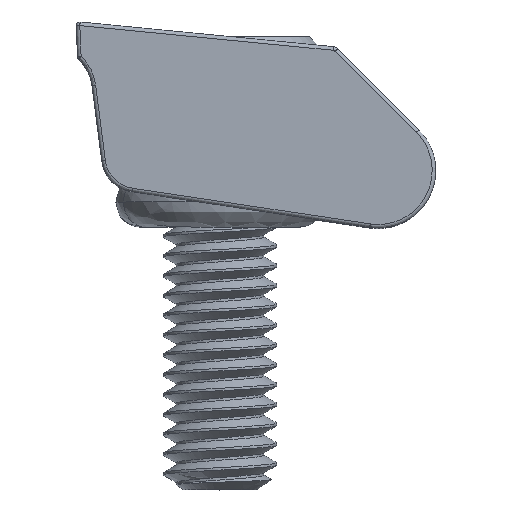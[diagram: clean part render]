
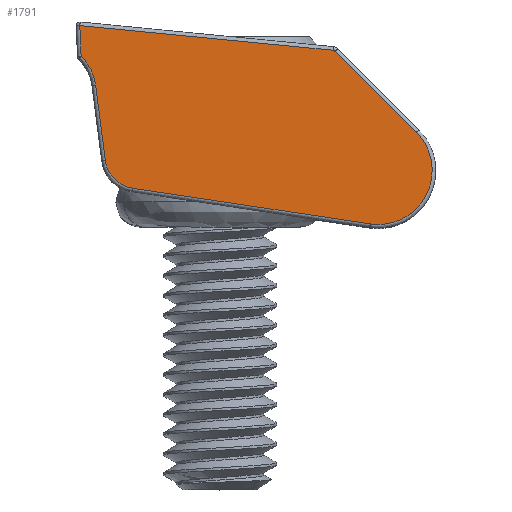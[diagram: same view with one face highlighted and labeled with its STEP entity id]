
A CAD part, top view. The second image highlights one B-rep face of the part: STEP entity #1791.
In plain terms, the highlighted planar face has unit normal (0, 0, 1).
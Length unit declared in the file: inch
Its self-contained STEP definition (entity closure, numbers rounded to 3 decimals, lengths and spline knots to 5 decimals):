
#93 = LINE ( 'NONE', #6744, #2054 ) ;
#161 = CARTESIAN_POINT ( 'NONE',  ( -0.05688, -0.21124, 0.25 ) ) ;
#515 = LINE ( 'NONE', #5687, #5004 ) ;
#564 = VERTEX_POINT ( 'NONE', #3857 ) ;
#568 = CARTESIAN_POINT ( 'NONE',  ( 0.35715, -0.03981, 0.25 ) ) ;
#970 = EDGE_CURVE ( 'NONE', #7665, #3060, #7628, .T. ) ;
#1017 = EDGE_CURVE ( 'NONE', #3060, #564, #4784, .T. ) ;
#1114 = CARTESIAN_POINT ( 'NONE',  ( 0.3602, -0.04125, 0.25 ) ) ;
#1186 = ORIENTED_EDGE ( 'NONE', *, *, #9268, .F. ) ;
#1255 = ORIENTED_EDGE ( 'NONE', *, *, #970, .F. ) ;
#1290 = CARTESIAN_POINT ( 'NONE',  ( 0.01826, -0.05887, 0.25 ) ) ;
#1342 = ORIENTED_EDGE ( 'NONE', *, *, #1017, .F. ) ;
#1435 =( BOUNDED_CURVE ( )  B_SPLINE_CURVE ( 3, ( #6485, #4478, #9401, #7388 ),
 .UNSPECIFIED., .F., .T. ) 
 B_SPLINE_CURVE_WITH_KNOTS ( ( 4, 4 ),
 ( 0., 1. ),
 .UNSPECIFIED. ) 
 CURVE ( )  GEOMETRIC_REPRESENTATION_ITEM ( )  RATIONAL_B_SPLINE_CURVE ( ( 1., 0.542, 0.542, 1. ) ) 
 REPRESENTATION_ITEM ( '' )  );
#1500 = ORIENTED_EDGE ( 'NONE', *, *, #5180, .F. ) ;
#1502 = CARTESIAN_POINT ( 'NONE',  ( 0.00705, -0.04811, 0.25 ) ) ;
#1517 = CARTESIAN_POINT ( 'NONE',  ( 0.40886, -0.28117, 0.25 ) ) ;
#1791 = ADVANCED_FACE ( 'NONE', ( #7006 ), #2466, .F. ) ;
#1883 = ORIENTED_EDGE ( 'NONE', *, *, #4482, .F. ) ;
#1923 = CARTESIAN_POINT ( 'NONE',  ( 0.05806, -0.2285, 0.25 ) ) ;
#1942 = VERTEX_POINT ( 'NONE', #7419 ) ;
#1968 = CARTESIAN_POINT ( 'NONE',  ( 0.00705, -0.04811, 0.25 ) ) ;
#2054 = VECTOR ( 'NONE', #6791, 39.37008 ) ;
#2298 = EDGE_CURVE ( 'NONE', #7623, #7665, #93, .T. ) ;
#2394 = ORIENTED_EDGE ( 'NONE', *, *, #7343, .F. ) ;
#2466 = PLANE ( 'NONE',  #3932 ) ;
#2607 = LINE ( 'NONE', #3180, #3592 ) ;
#2749 = CARTESIAN_POINT ( 'NONE',  ( 0.35937, -0.04042, 0.25 ) ) ;
#2951 = ORIENTED_EDGE ( 'NONE', *, *, #2957, .F. ) ;
#2957 = EDGE_CURVE ( 'NONE', #7025, #9341, #7943, .T. ) ;
#3060 = VERTEX_POINT ( 'NONE', #1502 ) ;
#3180 = CARTESIAN_POINT ( 'NONE',  ( 0.18782, 0.13095, 0.25 ) ) ;
#3280 = CARTESIAN_POINT ( 'NONE',  ( -0.0397, -0.0968, 0.25 ) ) ;
#3592 = VECTOR ( 'NONE', #4804, 39.37008 ) ;
#3651 =( BOUNDED_CURVE ( )  B_SPLINE_CURVE ( 3, ( #6358, #1923, #9128, #7742 ),
 .UNSPECIFIED., .F., .F. ) 
 B_SPLINE_CURVE_WITH_KNOTS ( ( 4, 4 ),
 ( 0., 1. ),
 .UNSPECIFIED. ) 
 CURVE ( )  GEOMETRIC_REPRESENTATION_ITEM ( )  RATIONAL_B_SPLINE_CURVE ( ( 1., 0.865, 0.865, 1. ) ) 
 REPRESENTATION_ITEM ( '' )  );
#3857 = CARTESIAN_POINT ( 'NONE',  ( 0.00524, -0.00553, 0.25 ) ) ;
#3932 = AXIS2_PLACEMENT_3D ( 'NONE', #3280, #8303, #9111 ) ;
#4191 = CARTESIAN_POINT ( 'NONE',  ( 0.35832, -0.03993, 0.25 ) ) ;
#4234 = CARTESIAN_POINT ( 'NONE',  ( 0.35715, -0.03981, 0.25 ) ) ;
#4438 = CARTESIAN_POINT ( 'NONE',  ( 0.02724, -0.08815, 0.25 ) ) ;
#4478 = CARTESIAN_POINT ( 'NONE',  ( 0.53503, -0.2159, 0.25 ) ) ;
#4482 = EDGE_CURVE ( 'NONE', #564, #7025, #515, .T. ) ;
#4784 = LINE ( 'NONE', #8506, #6545 ) ;
#4804 = DIRECTION ( 'NONE',  ( 0.707, -0.707, 0. ) ) ;
#5004 = VECTOR ( 'NONE', #5638, 39.37008 ) ;
#5180 = EDGE_CURVE ( 'NONE', #1942, #8761, #1435, .T. ) ;
#5289 = VERTEX_POINT ( 'NONE', #7846 ) ;
#5329 = DIRECTION ( 'NONE',  ( -0.989, 0.148, 0. ) ) ;
#5638 = DIRECTION ( 'NONE',  ( 0.995, -0.097, 0. ) ) ;
#5687 = CARTESIAN_POINT ( 'NONE',  ( -0.03047, -0.00206, 0.25 ) ) ;
#6054 = CARTESIAN_POINT ( 'NONE',  ( 0.04077, -0.19287, 0.25 ) ) ;
#6265 = CARTESIAN_POINT ( 'NONE',  ( 0.02525, -0.07274, 0.25 ) ) ;
#6358 = CARTESIAN_POINT ( 'NONE',  ( 0.07872, -0.2316, 0.25 ) ) ;
#6485 = CARTESIAN_POINT ( 'NONE',  ( 0.47301, -0.15394, 0.25 ) ) ;
#6545 = VECTOR ( 'NONE', #7697, 39.37008 ) ;
#6744 = CARTESIAN_POINT ( 'NONE',  ( 0.02724, -0.08815, 0.25 ) ) ;
#6791 = DIRECTION ( 'NONE',  ( -0.128, 0.992, 0. ) ) ;
#6906 = ORIENTED_EDGE ( 'NONE', *, *, #8077, .F. ) ;
#7006 = FACE_OUTER_BOUND ( 'NONE', #8508, .T. ) ;
#7023 = CARTESIAN_POINT ( 'NONE',  ( 0.02724, -0.08815, 0.25 ) ) ;
#7025 = VERTEX_POINT ( 'NONE', #568 ) ;
#7146 = CARTESIAN_POINT ( 'NONE',  ( 0.3602, -0.04125, 0.25 ) ) ;
#7286 = LINE ( 'NONE', #161, #9398 ) ;
#7343 = EDGE_CURVE ( 'NONE', #5289, #7623, #3651, .T. ) ;
#7388 = CARTESIAN_POINT ( 'NONE',  ( 0.40886, -0.28117, 0.25 ) ) ;
#7419 = CARTESIAN_POINT ( 'NONE',  ( 0.47301, -0.15394, 0.25 ) ) ;
#7623 = VERTEX_POINT ( 'NONE', #6054 ) ;
#7628 =( BOUNDED_CURVE ( )  B_SPLINE_CURVE ( 3, ( #7023, #6265, #1290, #1968 ),
 .UNSPECIFIED., .F., .T. ) 
 B_SPLINE_CURVE_WITH_KNOTS ( ( 4, 4 ),
 ( 0., 1. ),
 .UNSPECIFIED. ) 
 CURVE ( )  GEOMETRIC_REPRESENTATION_ITEM ( )  RATIONAL_B_SPLINE_CURVE ( ( 1., 0.962, 0.962, 1. ) ) 
 REPRESENTATION_ITEM ( '' )  );
#7665 = VERTEX_POINT ( 'NONE', #4438 ) ;
#7697 = DIRECTION ( 'NONE',  ( -0.043, 0.999, 0. ) ) ;
#7742 = CARTESIAN_POINT ( 'NONE',  ( 0.04077, -0.19287, 0.25 ) ) ;
#7846 = CARTESIAN_POINT ( 'NONE',  ( 0.07872, -0.2316, 0.25 ) ) ;
#7943 =( BOUNDED_CURVE ( )  B_SPLINE_CURVE ( 3, ( #4234, #4191, #2749, #7146 ),
 .UNSPECIFIED., .F., .T. ) 
 B_SPLINE_CURVE_WITH_KNOTS ( ( 4, 4 ),
 ( 0., 1. ),
 .UNSPECIFIED. ) 
 CURVE ( )  GEOMETRIC_REPRESENTATION_ITEM ( )  RATIONAL_B_SPLINE_CURVE ( ( 1., 0.961, 0.961, 1. ) ) 
 REPRESENTATION_ITEM ( '' )  );
#8077 = EDGE_CURVE ( 'NONE', #8761, #5289, #7286, .T. ) ;
#8236 = ORIENTED_EDGE ( 'NONE', *, *, #2298, .F. ) ;
#8303 = DIRECTION ( 'NONE',  ( 0., 0., -1. ) ) ;
#8506 = CARTESIAN_POINT ( 'NONE',  ( 0.00705, -0.04811, 0.25 ) ) ;
#8508 = EDGE_LOOP ( 'NONE', ( #1255, #8236, #2394, #6906, #1500, #1186, #2951, #1883, #1342 ) ) ;
#8761 = VERTEX_POINT ( 'NONE', #1517 ) ;
#9111 = DIRECTION ( 'NONE',  ( -1., 0., 0. ) ) ;
#9128 = CARTESIAN_POINT ( 'NONE',  ( 0.04345, -0.21358, 0.25 ) ) ;
#9268 = EDGE_CURVE ( 'NONE', #9341, #1942, #2607, .T. ) ;
#9341 = VERTEX_POINT ( 'NONE', #1114 ) ;
#9398 = VECTOR ( 'NONE', #5329, 39.37008 ) ;
#9401 = CARTESIAN_POINT ( 'NONE',  ( 0.49556, -0.29419, 0.25 ) ) ;
